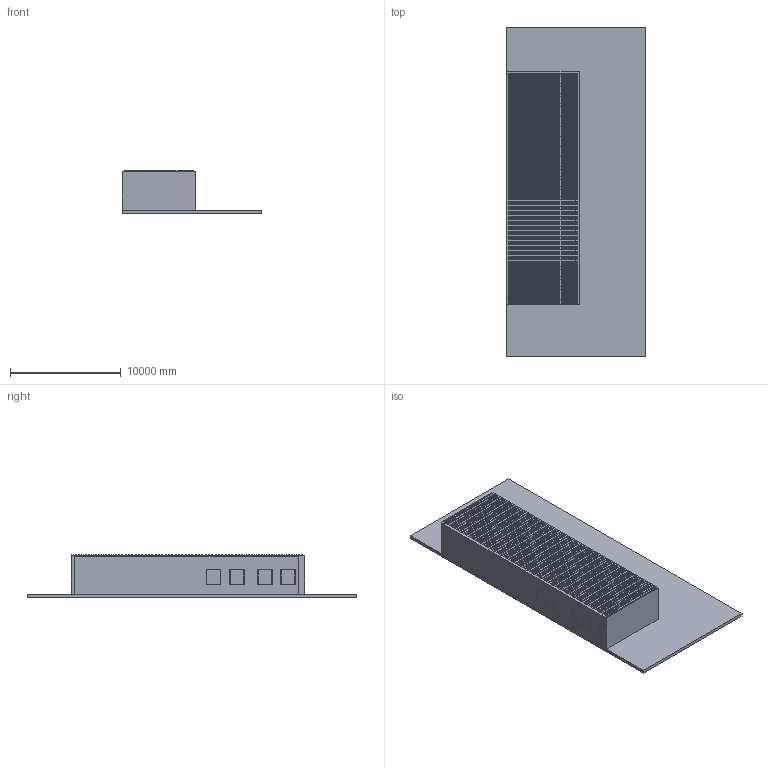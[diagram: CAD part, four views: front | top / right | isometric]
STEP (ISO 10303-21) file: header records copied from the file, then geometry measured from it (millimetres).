
FILE_DESCRIPTION(/* description */ (''),/* implementation_level */ '2;1');
FILE_NAME(/* name */ 'CRCLR Lab Office Lucky Lilly v16 empty.step',/* time_stamp */ '2016-08-26T19:25:23+02:00',/* author */ (''),/* organization */ (''),/* preprocessor_version */ 'ST-DEVELOPER v16.5',/* originating_system */ 'Autodesk Translation Framework v5.1.0.3141',/* authorisation */ '');
FILE_SCHEMA (('AUTOMOTIVE_DESIGN { 1 0 10303 214 3 1 1 }'));
Length unit declared in the file: centimetre
Products named in the file (8): CRCLR Lab Office Lucky Lilly v16; door; door frame double wide; lock and handle positives; steel door 1m; floor; window; Trapezblech
Assembly tree (10 placements, depth 2):
  CRCLR Lab Office Lucky Lilly v16
    door
    door frame double wide
    lock and handle positives
    steel door 1m
    floor
    window  x4
    Trapezblech
Bounding box: 12587 x 29745 x 3869 mm (x, y, z)
Volume: 177044008810.8 mm3; surface area: 1590298092 mm2
Topology: 26 solids, 26 shells, 889 faces, 2442 edges, 1607 vertices
Faces by surface type: plane 843, cylinder 30, sphere 16
Full cylindrical faces by diameter (mm): 15 x3
Entity records: 26249 total; most frequent: CARTESIAN_POINT 4741, ORIENTED_EDGE 4608, DIRECTION 4056, EDGE_CURVE 2304, LINE 2234, VECTOR 2234, VERTEX_POINT 1520, AXIS2_PLACEMENT_3D 911
